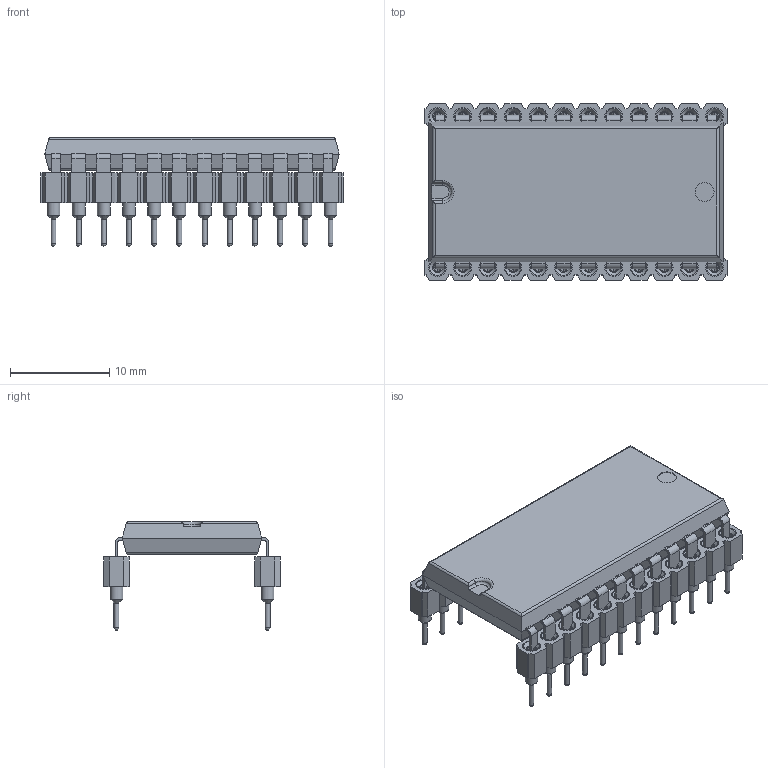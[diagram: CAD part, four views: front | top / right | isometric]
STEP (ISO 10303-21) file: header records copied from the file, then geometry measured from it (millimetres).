
FILE_DESCRIPTION(('STEP AP214'), '1');
FILE_NAME('DIP on SCSL', '', ('UNSPECIFIED'), ('UNSPECIFIED'), 'ASCON STEP Converter 1.6', 'ASCON Math Kernel', '');
FILE_SCHEMA(('AUTOMOTIVE_DESIGN { 1 0 10303 214 3 1 1}'));
Length unit declared in the file: millimetre
Products named in the file (3): SCSL; DIP
Assembly tree (3 placements, depth 2):
  (unnamed)
    SCSL  x2
    DIP
Bounding box: 30.48 x 17.78 x 10.95 mm (x, y, z)
Volume: 1742.1 mm3; surface area: 3594.9 mm2
Topology: 75 solids, 75 shells, 1572 faces, 3739 edges, 2320 vertices
Faces by surface type: plane 1026, cone 264, cylinder 256, sphere 24, torus 2
Full cylindrical faces by diameter (mm): 0.5 x24, 0.8 x24, 1 x48, 1.3 x48, 1.8 x48, 1.9 x1, 2.8 x2
Entity records: 37766 total; most frequent: CARTESIAN_POINT 6856, DIRECTION 4607, ORIENTED_EDGE 4448, EDGE_CURVE 2224, AXIS2_PLACEMENT_3D 1595, VERTEX_POINT 1484, LINE 1417, VECTOR 1417
